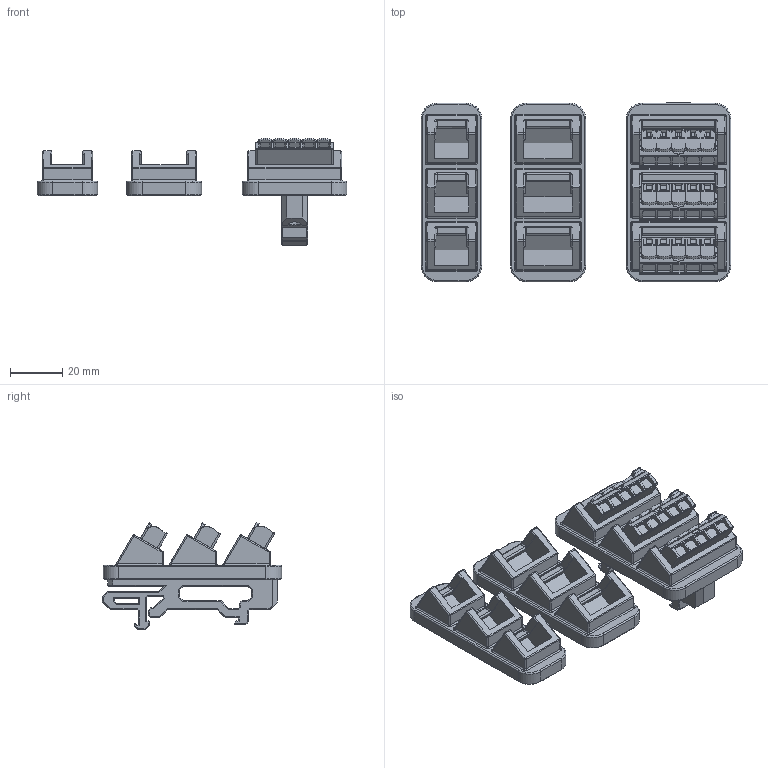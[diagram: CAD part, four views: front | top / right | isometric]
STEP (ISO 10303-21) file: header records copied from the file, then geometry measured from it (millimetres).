
FILE_DESCRIPTION(/* description */ (''),/* implementation_level */ '2;1');
FILE_NAME(/* name */ 'Din Rail Wago 221-41x Mounts.step',/* time_stamp */ '2021-12-30T19:47:54-08:00',/* author */ (''),/* organization */ (''),/* preprocessor_version */ 'ST-DEVELOPER v18.1',/* originating_system */ 'Autodesk Translation Framework v10.10.0.1391',/* authorisation */ '');
FILE_SCHEMA (('AUTOMOTIVE_DESIGN { 1 0 10303 214 3 1 1 }'));
Length unit declared in the file: millimetre
Products named in the file (8): Din Rail Wago 221-41x Mounts; Z.221-415 v1 (1); Z.221-415 v1 (2); RS-25 PSU Bracket; Wago 221-415 DIN Mount; Wago 221-413 DIN Mount; Wago 221-412 DIN Mount; Z.221-415 v1
Assembly tree (8 placements, depth 2):
  Din Rail Wago 221-41x Mounts
    Z.221-415 v1  x2
    Z.221-415 v1 (1)
    Z.221-415 v1 (2)
    RS-25 PSU Bracket
    Wago 221-415 DIN Mount
    Wago 221-413 DIN Mount
    Wago 221-412 DIN Mount
Bounding box: 118.6 x 68.65 x 41.13 mm (x, y, z)
Volume: 66174.1 mm3; surface area: 39300.9 mm2
Topology: 8 solids, 8 shells, 1732 faces, 4562 edges, 2865 vertices
Faces by surface type: plane 962, cylinder 553, bspline 111, sphere 54, torus 30, cone 22
Full cylindrical faces by diameter (mm): 2.6 x2, 2.8 x6, 3.5 x2, 6.5 x2
Entity records: 48733 total; most frequent: CARTESIAN_POINT 10845, ORIENTED_EDGE 7846, DIRECTION 7630, EDGE_CURVE 3923, LINE 2580, VECTOR 2580, AXIS2_PLACEMENT_3D 2525, VERTEX_POINT 2443
